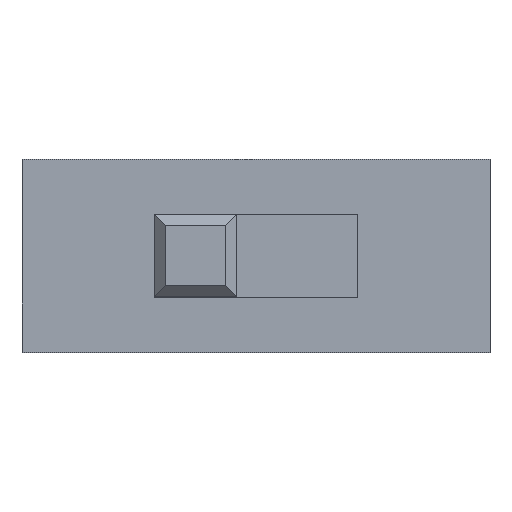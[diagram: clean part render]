
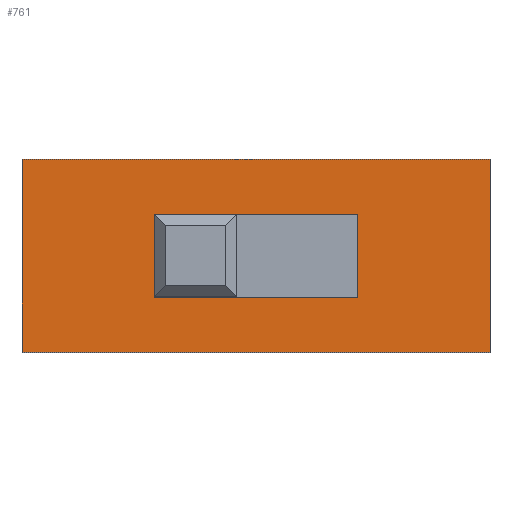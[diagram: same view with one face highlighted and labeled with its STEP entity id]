
A CAD part, top view. The second image highlights one B-rep face of the part: STEP entity #761.
In plain terms, the highlighted planar face has unit normal (0, 0, 1).
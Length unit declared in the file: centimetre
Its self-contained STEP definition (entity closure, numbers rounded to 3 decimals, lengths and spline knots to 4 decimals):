
#17=FACE_BOUND($,#74,.T.);
#18=FACE_BOUND($,#75,.T.);
#74=EDGE_LOOP($,(#517,#518,#519,#520));
#75=EDGE_LOOP($,(#521,#522,#523,#524));
#127=LINE($,#1092,#231);
#129=LINE($,#1096,#233);
#131=LINE($,#1100,#235);
#132=LINE($,#1102,#236);
#133=LINE($,#1106,#237);
#134=LINE($,#1108,#238);
#135=LINE($,#1110,#239);
#136=LINE($,#1111,#240);
#231=VECTOR($,#881,0.22);
#233=VECTOR($,#885,0.15);
#235=VECTOR($,#889,0.22);
#236=VECTOR($,#892,0.15);
#237=VECTOR($,#895,0.35);
#238=VECTOR($,#896,0.85);
#239=VECTOR($,#897,0.35);
#240=VECTOR($,#898,0.85);
#333=VERTEX_POINT($,#1088);
#334=VERTEX_POINT($,#1090);
#335=VERTEX_POINT($,#1094);
#336=VERTEX_POINT($,#1098);
#337=VERTEX_POINT($,#1104);
#338=VERTEX_POINT($,#1105);
#339=VERTEX_POINT($,#1107);
#340=VERTEX_POINT($,#1109);
#399=EDGE_CURVE($,#333,#334,#127,.T.);
#401=EDGE_CURVE($,#335,#333,#129,.T.);
#403=EDGE_CURVE($,#336,#335,#131,.T.);
#404=EDGE_CURVE($,#334,#336,#132,.T.);
#405=EDGE_CURVE($,#337,#338,#133,.T.);
#406=EDGE_CURVE($,#338,#339,#134,.T.);
#407=EDGE_CURVE($,#339,#340,#135,.T.);
#408=EDGE_CURVE($,#340,#337,#136,.T.);
#517=ORIENTED_EDGE($,*,*,#399,.T.);
#518=ORIENTED_EDGE($,*,*,#404,.T.);
#519=ORIENTED_EDGE($,*,*,#403,.T.);
#520=ORIENTED_EDGE($,*,*,#401,.T.);
#521=ORIENTED_EDGE($,*,*,#405,.T.);
#522=ORIENTED_EDGE($,*,*,#406,.T.);
#523=ORIENTED_EDGE($,*,*,#407,.T.);
#524=ORIENTED_EDGE($,*,*,#408,.T.);
#710=PLANE($,#823);
#761=ADVANCED_FACE($,(#17,#18),#710,.T.);
#823=AXIS2_PLACEMENT_3D($,#1103,#893,#894);
#881=DIRECTION($,(1.,0.,0.));
#885=DIRECTION($,(0.,1.,0.));
#889=DIRECTION($,(-1.,0.,0.));
#892=DIRECTION($,(0.,-1.,0.));
#893=DIRECTION('center_axis',(0.,0.,1.));
#894=DIRECTION('ref_axis',(1.,0.,0.));
#895=DIRECTION($,(0.,1.,0.));
#896=DIRECTION($,(-1.,0.,0.));
#897=DIRECTION($,(0.,-1.,0.));
#898=DIRECTION($,(1.,0.,0.));
#1088=CARTESIAN_POINT('',(-10.7875,9.5497,0.36));
#1090=CARTESIAN_POINT('',(-10.5675,9.5497,0.36));
#1092=CARTESIAN_POINT($,(-10.715,9.5497,0.36));
#1094=CARTESIAN_POINT('',(-10.7875,9.3997,0.36));
#1096=CARTESIAN_POINT($,(-10.7875,9.4747,0.36));
#1098=CARTESIAN_POINT('',(-10.5675,9.3997,0.36));
#1100=CARTESIAN_POINT($,(-10.715,9.3997,0.36));
#1102=CARTESIAN_POINT($,(-10.5675,9.4747,0.36));
#1103=CARTESIAN_POINT('Origin',(-10.7525,9.4747,0.36));
#1104=CARTESIAN_POINT('',(-10.3275,9.2997,0.36));
#1105=CARTESIAN_POINT('',(-10.3275,9.6497,0.36));
#1106=CARTESIAN_POINT($,(-10.3275,9.4747,0.36));
#1107=CARTESIAN_POINT('',(-11.1775,9.6497,0.36));
#1108=CARTESIAN_POINT($,(-10.7525,9.6497,0.36));
#1109=CARTESIAN_POINT('',(-11.1775,9.2997,0.36));
#1110=CARTESIAN_POINT($,(-11.1775,9.4747,0.36));
#1111=CARTESIAN_POINT($,(-10.7525,9.2997,0.36));
